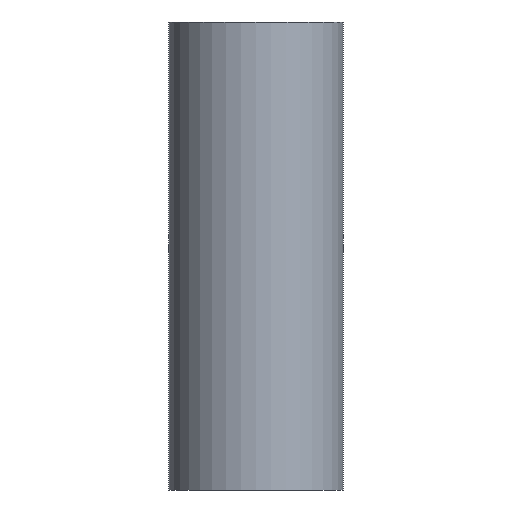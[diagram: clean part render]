
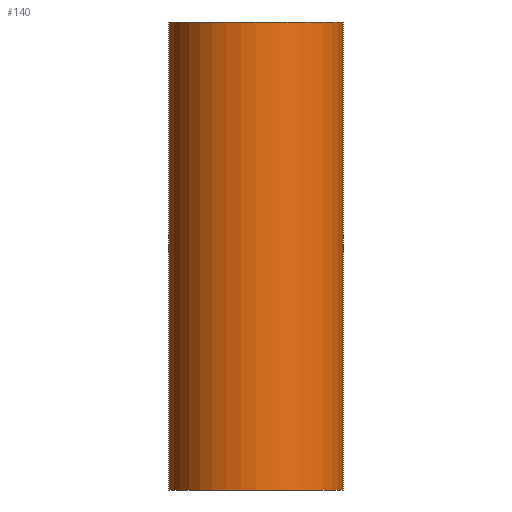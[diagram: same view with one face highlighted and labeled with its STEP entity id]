
A CAD part, front view. The second image highlights one B-rep face of the part: STEP entity #140.
In plain terms, the highlighted cylindrical face has radius 14 mm (diameter 28 mm), a full revolution.
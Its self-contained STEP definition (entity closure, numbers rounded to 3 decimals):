
#31 = PLANE('',#32);
#32 = AXIS2_PLACEMENT_3D('',#33,#34,#35);
#33 = CARTESIAN_POINT('',(0.,0.,75.));
#34 = DIRECTION('',(0.,0.,-1.));
#35 = DIRECTION('',(1.,0.,0.));
#57 = EDGE_CURVE('',#58,#58,#60,.T.);
#58 = VERTEX_POINT('',#59);
#59 = CARTESIAN_POINT('',(14.,0.,75.));
#60 = SURFACE_CURVE('',#61,(#66,#73),.PCURVE_S1.);
#61 = CIRCLE('',#62,14.);
#62 = AXIS2_PLACEMENT_3D('',#63,#64,#65);
#63 = CARTESIAN_POINT('',(0.,0.,75.));
#64 = DIRECTION('',(0.,0.,-1.));
#65 = DIRECTION('',(1.,0.,0.));
#66 = PCURVE('',#31,#67);
#67 = DEFINITIONAL_REPRESENTATION('',(#68),#72);
#68 = CIRCLE('',#69,14.);
#69 = AXIS2_PLACEMENT_2D('',#70,#71);
#70 = CARTESIAN_POINT('',(0.,0.));
#71 = DIRECTION('',(1.,-0.));
#72 = ( GEOMETRIC_REPRESENTATION_CONTEXT(2) 
PARAMETRIC_REPRESENTATION_CONTEXT() REPRESENTATION_CONTEXT('2D SPACE',''
  ) );
#73 = PCURVE('',#74,#79);
#74 = CYLINDRICAL_SURFACE('',#75,14.);
#75 = AXIS2_PLACEMENT_3D('',#76,#77,#78);
#76 = CARTESIAN_POINT('',(0.,0.,75.));
#77 = DIRECTION('',(0.,0.,-1.));
#78 = DIRECTION('',(1.,0.,0.));
#79 = DEFINITIONAL_REPRESENTATION('',(#80),#84);
#80 = LINE('',#81,#82);
#81 = CARTESIAN_POINT('',(0.,0.));
#82 = VECTOR('',#83,1.);
#83 = DIRECTION('',(1.,0.));
#84 = ( GEOMETRIC_REPRESENTATION_CONTEXT(2) 
PARAMETRIC_REPRESENTATION_CONTEXT() REPRESENTATION_CONTEXT('2D SPACE',''
  ) );
#140 = ADVANCED_FACE('',(#141),#74,.T.);
#141 = FACE_BOUND('',#142,.T.);
#142 = EDGE_LOOP('',(#143,#144,#167,#194));
#143 = ORIENTED_EDGE('',*,*,#57,.T.);
#144 = ORIENTED_EDGE('',*,*,#145,.T.);
#145 = EDGE_CURVE('',#58,#146,#148,.T.);
#146 = VERTEX_POINT('',#147);
#147 = CARTESIAN_POINT('',(14.,0.,0.));
#148 = SEAM_CURVE('',#149,(#153,#160),.PCURVE_S1.);
#149 = LINE('',#150,#151);
#150 = CARTESIAN_POINT('',(14.,0.,75.));
#151 = VECTOR('',#152,1.);
#152 = DIRECTION('',(0.,0.,-1.));
#153 = PCURVE('',#74,#154);
#154 = DEFINITIONAL_REPRESENTATION('',(#155),#159);
#155 = LINE('',#156,#157);
#156 = CARTESIAN_POINT('',(0.,0.));
#157 = VECTOR('',#158,1.);
#158 = DIRECTION('',(0.,1.));
#159 = ( GEOMETRIC_REPRESENTATION_CONTEXT(2) 
PARAMETRIC_REPRESENTATION_CONTEXT() REPRESENTATION_CONTEXT('2D SPACE',''
  ) );
#160 = PCURVE('',#74,#161);
#161 = DEFINITIONAL_REPRESENTATION('',(#162),#166);
#162 = LINE('',#163,#164);
#163 = CARTESIAN_POINT('',(6.283,0.));
#164 = VECTOR('',#165,1.);
#165 = DIRECTION('',(0.,1.));
#166 = ( GEOMETRIC_REPRESENTATION_CONTEXT(2) 
PARAMETRIC_REPRESENTATION_CONTEXT() REPRESENTATION_CONTEXT('2D SPACE',''
  ) );
#167 = ORIENTED_EDGE('',*,*,#168,.F.);
#168 = EDGE_CURVE('',#146,#146,#169,.T.);
#169 = SURFACE_CURVE('',#170,(#175,#182),.PCURVE_S1.);
#170 = CIRCLE('',#171,14.);
#171 = AXIS2_PLACEMENT_3D('',#172,#173,#174);
#172 = CARTESIAN_POINT('',(0.,0.,0.));
#173 = DIRECTION('',(0.,0.,-1.));
#174 = DIRECTION('',(1.,0.,0.));
#175 = PCURVE('',#74,#176);
#176 = DEFINITIONAL_REPRESENTATION('',(#177),#181);
#177 = LINE('',#178,#179);
#178 = CARTESIAN_POINT('',(0.,75.));
#179 = VECTOR('',#180,1.);
#180 = DIRECTION('',(1.,0.));
#181 = ( GEOMETRIC_REPRESENTATION_CONTEXT(2) 
PARAMETRIC_REPRESENTATION_CONTEXT() REPRESENTATION_CONTEXT('2D SPACE',''
  ) );
#182 = PCURVE('',#183,#188);
#183 = PLANE('',#184);
#184 = AXIS2_PLACEMENT_3D('',#185,#186,#187);
#185 = CARTESIAN_POINT('',(0.,0.,0.));
#186 = DIRECTION('',(0.,0.,-1.));
#187 = DIRECTION('',(1.,0.,0.));
#188 = DEFINITIONAL_REPRESENTATION('',(#189),#193);
#189 = CIRCLE('',#190,14.);
#190 = AXIS2_PLACEMENT_2D('',#191,#192);
#191 = CARTESIAN_POINT('',(0.,0.));
#192 = DIRECTION('',(1.,0.));
#193 = ( GEOMETRIC_REPRESENTATION_CONTEXT(2) 
PARAMETRIC_REPRESENTATION_CONTEXT() REPRESENTATION_CONTEXT('2D SPACE',''
  ) );
#194 = ORIENTED_EDGE('',*,*,#145,.F.);
